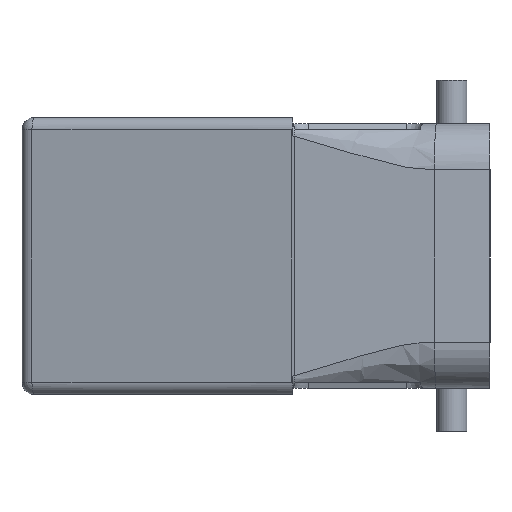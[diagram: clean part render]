
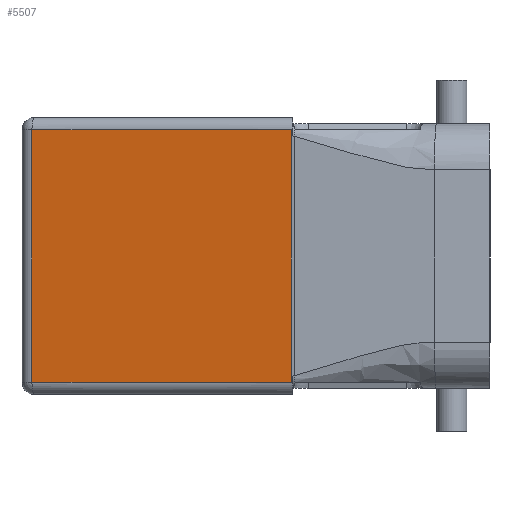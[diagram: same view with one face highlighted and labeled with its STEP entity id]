
A CAD part, left-side view. The second image highlights one B-rep face of the part: STEP entity #5507.
In plain terms, the highlighted planar face has unit normal (-0.982, 0.191, 0).
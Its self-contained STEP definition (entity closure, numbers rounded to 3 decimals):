
#5468=CARTESIAN_POINT('',(-49.251,69.298,-22.6));
#5469=DIRECTION('',(-0.982,0.191,0.0));
#5470=DIRECTION('',(0.0,0.0,1.0));
#5471=AXIS2_PLACEMENT_3D('',#5468,#5469,#5470);
#5472=PLANE('',#5471);
#5473=CARTESIAN_POINT('',(-50.012,65.382,20.5));
#5474=VERTEX_POINT('',#5473);
#5475=CARTESIAN_POINT('',(-50.012,65.382,-20.5));
#5476=VERTEX_POINT('',#5475);
#5477=CARTESIAN_POINT('',(-50.012,65.382,20.5));
#5478=DIRECTION('',(0.0,0.0,-1.0));
#5479=VECTOR('',#5478,41.);
#5480=LINE('',#5477,#5479);
#5481=EDGE_CURVE('',#5474,#5476,#5480,.T.);
#5482=ORIENTED_EDGE('',*,*,#5481,.T.);
#5483=CARTESIAN_POINT('',(-58.195,23.285,-20.5));
#5484=VERTEX_POINT('',#5483);
#5485=CARTESIAN_POINT('',(-50.012,65.382,-20.5));
#5486=DIRECTION('',(-0.191,-0.982,0.0));
#5487=VECTOR('',#5486,42.884);
#5488=LINE('',#5485,#5487);
#5489=EDGE_CURVE('',#5476,#5484,#5488,.T.);
#5490=ORIENTED_EDGE('',*,*,#5489,.T.);
#5491=CARTESIAN_POINT('',(-58.195,23.285,20.5));
#5492=VERTEX_POINT('',#5491);
#5493=CARTESIAN_POINT('',(-58.195,23.285,-20.5));
#5494=DIRECTION('',(0.0,0.0,1.0));
#5495=VECTOR('',#5494,41.);
#5496=LINE('',#5493,#5495);
#5497=EDGE_CURVE('',#5484,#5492,#5496,.T.);
#5498=ORIENTED_EDGE('',*,*,#5497,.T.);
#5499=CARTESIAN_POINT('',(-58.195,23.285,20.5));
#5500=DIRECTION('',(0.191,0.982,0.0));
#5501=VECTOR('',#5500,42.884);
#5502=LINE('',#5499,#5501);
#5503=EDGE_CURVE('',#5492,#5474,#5502,.T.);
#5504=ORIENTED_EDGE('',*,*,#5503,.T.);
#5505=EDGE_LOOP('',(#5482,#5490,#5498,#5504));
#5506=FACE_OUTER_BOUND('',#5505,.T.);
#5507=ADVANCED_FACE('',(#5506),#5472,.T.);
